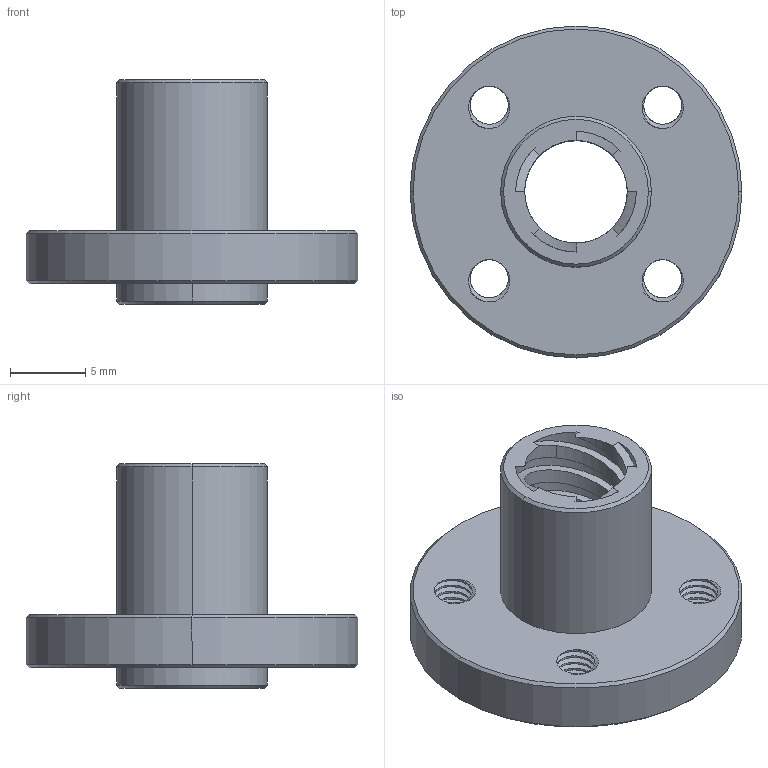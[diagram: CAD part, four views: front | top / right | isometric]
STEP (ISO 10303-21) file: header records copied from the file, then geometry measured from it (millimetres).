
FILE_DESCRIPTION (( 'STEP AP203' ), '1' );
FILE_NAME ('005359_Tuerca_de_latón_para_varilla_roscada_husillo_Tr8_8_p2.step', '2022-12-02T20:05:33', ( '' ), ( '' ), 'SwSTEP 2.0', 'SolidWorks 2021', '' );
FILE_SCHEMA (( 'CONFIG_CONTROL_DESIGN' ));
Length unit declared in the file: millimetre
Products named in the file (1): 005359_Tuerca_de_latón_para_varilla_roscada_husillo_Tr8_8_p2
Bounding box: 22 x 22 x 14.86 mm (x, y, z)
Volume: 1491.9 mm3; surface area: 1964.8 mm2
Topology: 1 solids, 1 shells, 201 faces, 581 edges, 384 vertices
Faces by surface type: cylinder 173, bspline 16, cone 8, plane 4
Entity records: 13524 total; most frequent: CARTESIAN_POINT 8834, ORIENTED_EDGE 1162, DIRECTION 659, EDGE_CURVE 581, VERTEX_POINT 384, B_SPLINE_CURVE_WITH_KNOTS 353, AXIS2_PLACEMENT_3D 245, EDGE_LOOP 213
